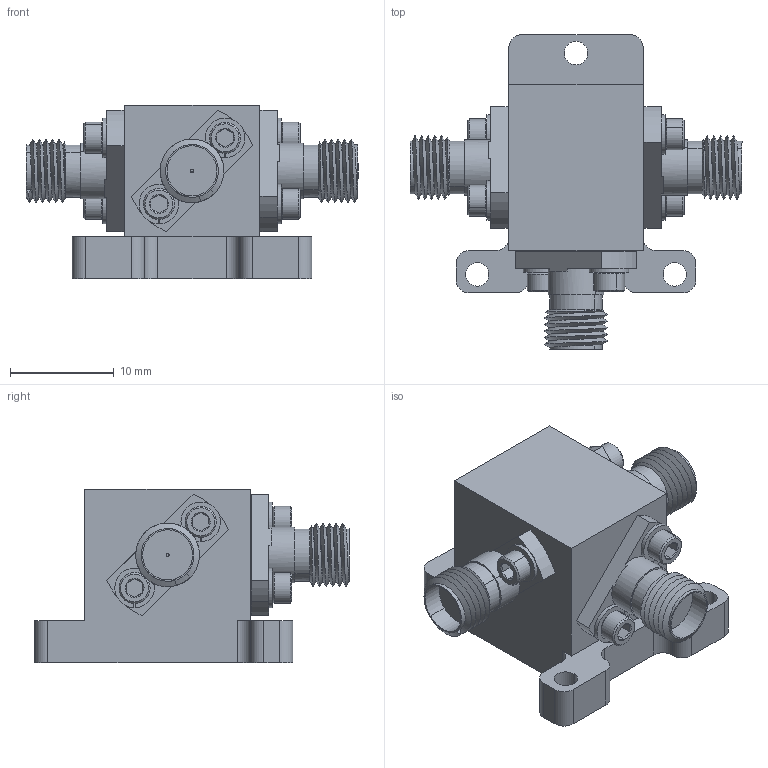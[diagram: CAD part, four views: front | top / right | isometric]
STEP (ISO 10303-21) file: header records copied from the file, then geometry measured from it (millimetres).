
FILE_DESCRIPTION (( 'STEP AP214' ), '1' );
FILE_NAME ('SNC-2734031614-KFKFKF-C7.STEP', '2018-09-28T22:11:21', ( '' ), ( '' ), 'SwSTEP 2.0', 'SolidWorks 2016', '' );
FILE_SCHEMA (( 'AUTOMOTIVE_DESIGN' ));
Length unit declared in the file: inch
Products named in the file (1): SNC-2734031614-KFKFKF-C7
Bounding box: 32 x 30.35 x 16.76 mm (x, y, z)
Volume: 4746.8 mm3; surface area: 3629.6 mm2
Topology: 16 solids, 16 shells, 612 faces, 1542 edges, 992 vertices
Faces by surface type: cylinder 357, plane 147, cone 90, bspline 18
Entity records: 34015 total; most frequent: CARTESIAN_POINT 12534, ORIENTED_EDGE 3084, DIRECTION 2486, EDGE_CURVE 1542, VERTEX_POINT 992, AXIS2_PLACEMENT_3D 946, EDGE_LOOP 666, DIMENSIONAL_EXPONENTS 630
